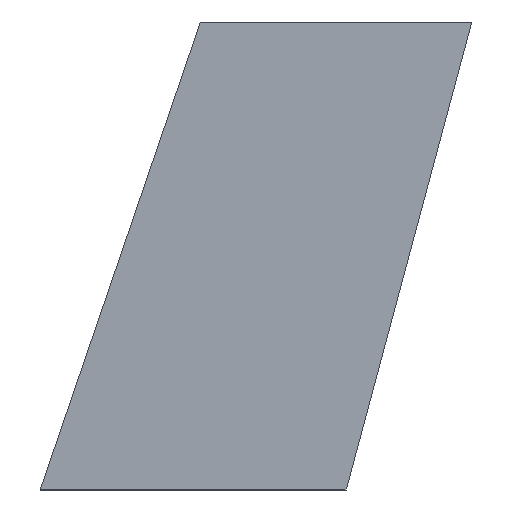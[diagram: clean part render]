
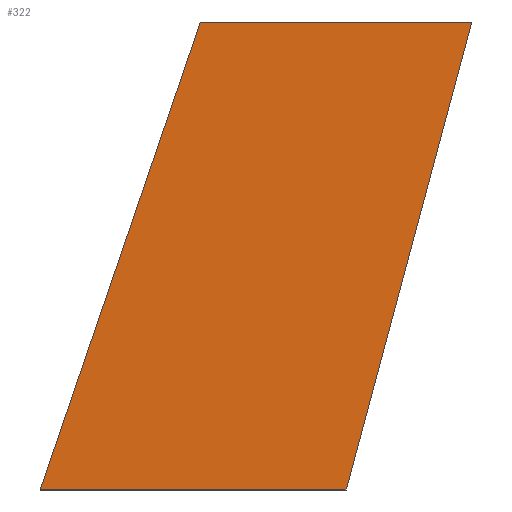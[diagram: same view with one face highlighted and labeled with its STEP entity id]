
A CAD part, left-side view. The second image highlights one B-rep face of the part: STEP entity #322.
In plain terms, the highlighted planar face has unit normal (-1, 0, 0).
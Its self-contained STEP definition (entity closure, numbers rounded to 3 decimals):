
#16=FACE_OUTER_BOUND('',#33,.T.);
#33=EDGE_LOOP('',(#218,#219,#220,#221));
#53=LINE('',#469,#98);
#54=LINE('',#471,#99);
#55=LINE('',#473,#100);
#56=LINE('',#474,#101);
#98=VECTOR('',#385,10.);
#99=VECTOR('',#386,10.);
#100=VECTOR('',#387,10.);
#101=VECTOR('',#388,10.);
#143=VERTEX_POINT('',#467);
#144=VERTEX_POINT('',#468);
#145=VERTEX_POINT('',#470);
#146=VERTEX_POINT('',#472);
#173=EDGE_CURVE('',#143,#144,#53,.T.);
#174=EDGE_CURVE('',#145,#143,#54,.T.);
#175=EDGE_CURVE('',#146,#145,#55,.T.);
#176=EDGE_CURVE('',#144,#146,#56,.T.);
#218=ORIENTED_EDGE('',*,*,#173,.F.);
#219=ORIENTED_EDGE('',*,*,#174,.F.);
#220=ORIENTED_EDGE('',*,*,#175,.F.);
#221=ORIENTED_EDGE('',*,*,#176,.F.);
#305=PLANE('',#359);
#322=ADVANCED_FACE('',(#16),#305,.T.);
#359=AXIS2_PLACEMENT_3D('',#466,#383,#384);
#383=DIRECTION('center_axis',(-1.,0.,0.));
#384=DIRECTION('ref_axis',(0.,0.,1.));
#385=DIRECTION('',(0.,1.,0.));
#386=DIRECTION('',(0.,0.259,-0.966));
#387=DIRECTION('',(0.,-1.,0.));
#388=DIRECTION('',(0.,-0.324,0.946));
#466=CARTESIAN_POINT('Origin',(8.25,-10.057,-8.746));
#467=CARTESIAN_POINT('',(8.25,-13.337,-17.242));
#468=CARTESIAN_POINT('',(8.25,-2.225,-17.242));
#469=CARTESIAN_POINT('',(8.25,-6.141,-17.242));
#470=CARTESIAN_POINT('',(8.25,-17.89,-0.25));
#471=CARTESIAN_POINT('',(8.25,-14.289,-13.688));
#472=CARTESIAN_POINT('',(8.25,-8.035,-0.25));
#473=CARTESIAN_POINT('',(8.25,-13.974,-0.25));
#474=CARTESIAN_POINT('',(8.25,-6.841,-3.744));
